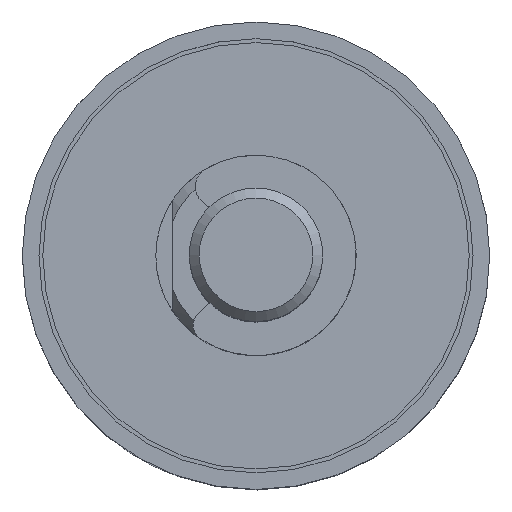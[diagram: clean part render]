
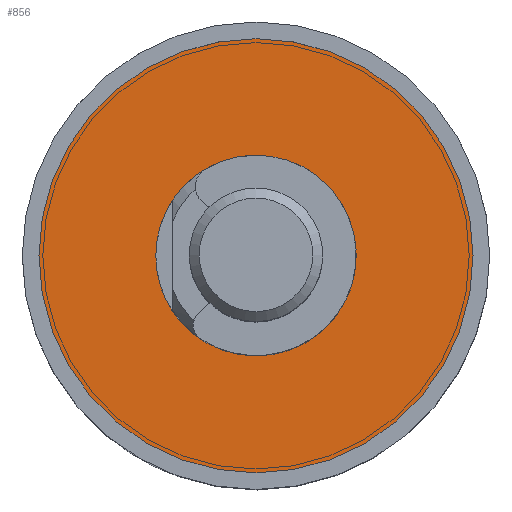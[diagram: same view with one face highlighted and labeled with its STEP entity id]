
A CAD part, top view. The second image highlights one B-rep face of the part: STEP entity #856.
In plain terms, the highlighted planar face has unit normal (0, 0, 1).
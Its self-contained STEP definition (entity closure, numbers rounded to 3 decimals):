
#448 = CIRCLE ( 'NONE', #4845, 6.5 ) ;
#856 = ADVANCED_FACE ( 'NONE', ( #4526, #3982 ), #2569, .T. ) ;
#1507 = VERTEX_POINT ( 'NONE', #3766 ) ;
#1541 = DIRECTION ( 'NONE',  ( -1., 0., 0. ) ) ;
#2319 = DIRECTION ( 'NONE',  ( 0., 0., -1. ) ) ;
#2569 = PLANE ( 'NONE',  #4287 ) ;
#2571 = CARTESIAN_POINT ( 'NONE',  ( 0., 0., 0.5 ) ) ;
#2802 = ORIENTED_EDGE ( 'NONE', *, *, #3737, .T. ) ;
#3261 = VERTEX_POINT ( 'NONE', #7960 ) ;
#3737 = EDGE_CURVE ( 'NONE', #3261, #3261, #5797, .T. ) ;
#3766 = CARTESIAN_POINT ( 'NONE',  ( 6.5, 0., 0.5 ) ) ;
#3925 = DIRECTION ( 'NONE',  ( 0., 0., 1. ) ) ;
#3982 = FACE_OUTER_BOUND ( 'NONE', #8956, .T. ) ;
#4287 = AXIS2_PLACEMENT_3D ( 'NONE', #5927, #6257, #7659 ) ;
#4526 = FACE_BOUND ( 'NONE', #8442, .T. ) ;
#4845 = AXIS2_PLACEMENT_3D ( 'NONE', #2571, #3925, #6050 ) ;
#5026 = CARTESIAN_POINT ( 'NONE',  ( 0., 0., 0.5 ) ) ;
#5797 = CIRCLE ( 'NONE', #5976, 3. ) ;
#5927 = CARTESIAN_POINT ( 'NONE',  ( 3., 0., 0.5 ) ) ;
#5976 = AXIS2_PLACEMENT_3D ( 'NONE', #5026, #2319, #1541 ) ;
#6050 = DIRECTION ( 'NONE',  ( 1., 0., 0. ) ) ;
#6257 = DIRECTION ( 'NONE',  ( 0., 0., 1. ) ) ;
#7498 = EDGE_CURVE ( 'NONE', #1507, #1507, #448, .T. ) ;
#7659 = DIRECTION ( 'NONE',  ( 1., 0., 0. ) ) ;
#7838 = ORIENTED_EDGE ( 'NONE', *, *, #7498, .T. ) ;
#7960 = CARTESIAN_POINT ( 'NONE',  ( -3., 0., 0.5 ) ) ;
#8442 = EDGE_LOOP ( 'NONE', ( #2802 ) ) ;
#8956 = EDGE_LOOP ( 'NONE', ( #7838 ) ) ;
